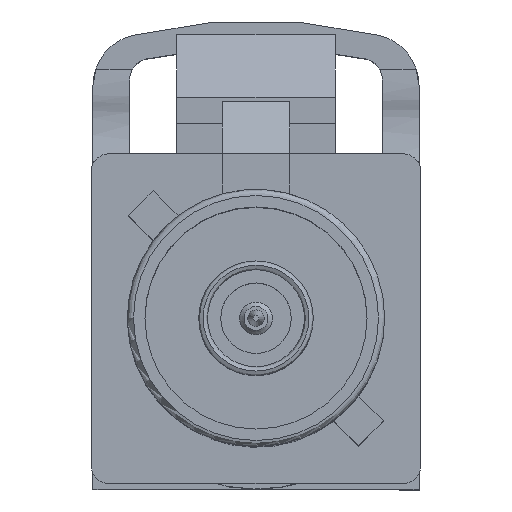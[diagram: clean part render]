
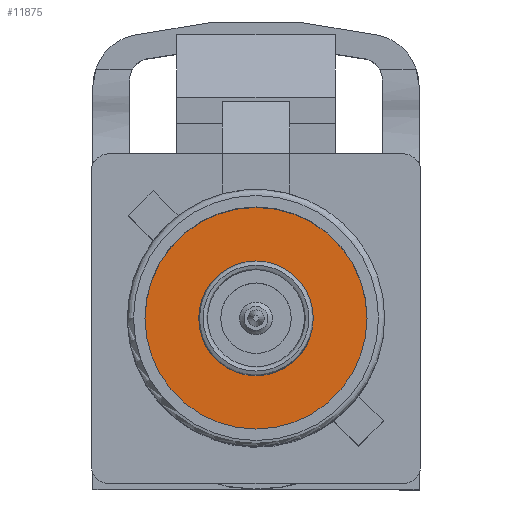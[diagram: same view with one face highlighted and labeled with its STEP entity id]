
A CAD part, top view. The second image highlights one B-rep face of the part: STEP entity #11875.
In plain terms, the highlighted face is planar.
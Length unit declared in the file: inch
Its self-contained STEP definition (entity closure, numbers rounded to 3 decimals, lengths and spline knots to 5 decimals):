
#255 = CARTESIAN_POINT ( 'NONE',  ( -0.065, 0., -0.189 ) ) ;
#399 = EDGE_CURVE ( 'NONE', #11768, #11768, #3671, .T. ) ;
#618 = CARTESIAN_POINT ( 'NONE',  ( -0.126, 0., -0.189 ) ) ;
#871 = FACE_BOUND ( 'NONE', #9948, .T. ) ;
#879 = CARTESIAN_POINT ( 'NONE',  ( 0., 0., -0.189 ) ) ;
#1827 = DIRECTION ( 'NONE',  ( 0., 0., -1. ) ) ;
#2450 = DIRECTION ( 'NONE',  ( -1., 0., 0. ) ) ;
#2655 = AXIS2_PLACEMENT_3D ( 'NONE', #879, #1827, #8595 ) ;
#3671 = CIRCLE ( 'NONE', #5778, 0.065 ) ;
#4254 = CIRCLE ( 'NONE', #2655, 0.126 ) ;
#5354 = CARTESIAN_POINT ( 'NONE',  ( 0., 0., -0.189 ) ) ;
#5518 = ORIENTED_EDGE ( 'NONE', *, *, #7858, .T. ) ;
#5778 = AXIS2_PLACEMENT_3D ( 'NONE', #7389, #6759, #9532 ) ;
#5789 = AXIS2_PLACEMENT_3D ( 'NONE', #5354, #10098, #2450 ) ;
#6039 = VERTEX_POINT ( 'NONE', #618 ) ;
#6056 = FACE_OUTER_BOUND ( 'NONE', #8636, .T. ) ;
#6759 = DIRECTION ( 'NONE',  ( 0., 0., -1. ) ) ;
#7389 = CARTESIAN_POINT ( 'NONE',  ( 0., 0., -0.189 ) ) ;
#7858 = EDGE_CURVE ( 'NONE', #6039, #6039, #4254, .T. ) ;
#8595 = DIRECTION ( 'NONE',  ( -1., 0., 0. ) ) ;
#8636 = EDGE_LOOP ( 'NONE', ( #5518 ) ) ;
#9291 = PLANE ( 'NONE',  #5789 ) ;
#9532 = DIRECTION ( 'NONE',  ( -1., 0., 0. ) ) ;
#9862 = ORIENTED_EDGE ( 'NONE', *, *, #399, .F. ) ;
#9948 = EDGE_LOOP ( 'NONE', ( #9862 ) ) ;
#10098 = DIRECTION ( 'NONE',  ( 0., 0., -1. ) ) ;
#11768 = VERTEX_POINT ( 'NONE', #255 ) ;
#11875 = ADVANCED_FACE ( 'NONE', ( #6056, #871 ), #9291, .T. ) ;
